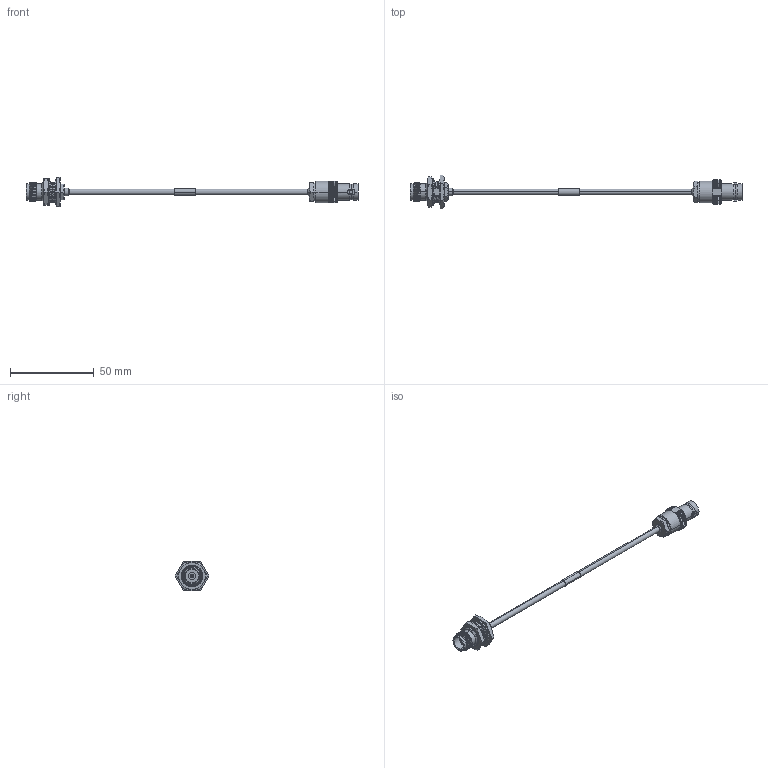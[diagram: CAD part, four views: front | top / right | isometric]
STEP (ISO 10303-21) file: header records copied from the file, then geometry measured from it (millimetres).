
FILE_DESCRIPTION (( 'STEP AP214' ), '1' );
FILE_NAME ('LCCA30465.step', '2020-05-02T09:23:30', ( '' ), ( '' ), 'SwSTEP 2.0', 'SolidWorks 2018', '' );
FILE_SCHEMA (( 'AUTOMOTIVE_DESIGN' ));
Length unit declared in the file: inch
Products named in the file (7): LCCN3040; LCCA30465; solder plug right^LCCA30465; LC141TB (141 FORMABLE); solder plug left^LCCA30465; LCCN3064; 1AW01-003_.152 ID
Assembly tree (6 placements, depth 2):
  LCCA30465
    LC141TB (141 FORMABLE)
    LCCN3064
    solder plug left^LCCA30465
    1AW01-003_.152 ID
    LCCN3040
    solder plug right^LCCA30465
Bounding box: 197.87 x 20.18 x 17.48 mm (x, y, z)
Volume: 6374.3 mm3; surface area: 7101.4 mm2
Topology: 11 solids, 11 shells, 661 faces, 1623 edges, 998 vertices
Faces by surface type: plane 235, cone 182, cylinder 160, bspline 76, sphere 4, torus 4
Entity records: 34376 total; most frequent: CARTESIAN_POINT 19479, ORIENTED_EDGE 3246, DIRECTION 2628, EDGE_CURVE 1623, AXIS2_PLACEMENT_3D 1088, VERTEX_POINT 998, EDGE_LOOP 689, FACE_OUTER_BOUND 661
